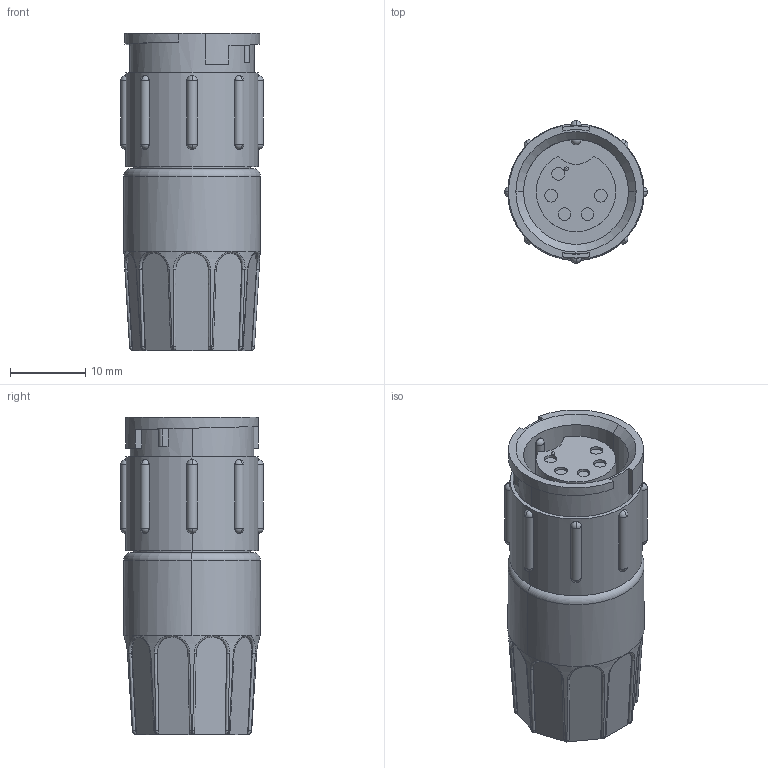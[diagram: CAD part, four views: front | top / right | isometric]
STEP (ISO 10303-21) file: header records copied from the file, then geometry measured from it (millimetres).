
FILE_DESCRIPTION (( 'STEP AP203' ), '1' );
FILE_NAME ('5282-XSG-3XX.STEP', '2018-09-26T13:23:13', ( '' ), ( '' ), 'SwSTEP 2.0', 'SolidWorks 2017', '' );
FILE_SCHEMA (( 'CONFIG_CONTROL_DESIGN' ));
Length unit declared in the file: inch
Products named in the file (1): 5282-XSG-3XX
Bounding box: 18.92 x 18.92 x 42.04 mm (x, y, z)
Volume: 8823.2 mm3; surface area: 3901.3 mm2
Topology: 1 solids, 2 shells, 229 faces, 635 edges, 395 vertices
Faces by surface type: plane 60, cylinder 54, bspline 53, sphere 34, torus 15, cone 13
Entity records: 9479 total; most frequent: CARTESIAN_POINT 4425, ORIENTED_EDGE 1132, DIRECTION 923, EDGE_CURVE 566, AXIS2_PLACEMENT_3D 392, VERTEX_POINT 360, EDGE_LOOP 248, FACE_OUTER_BOUND 229
